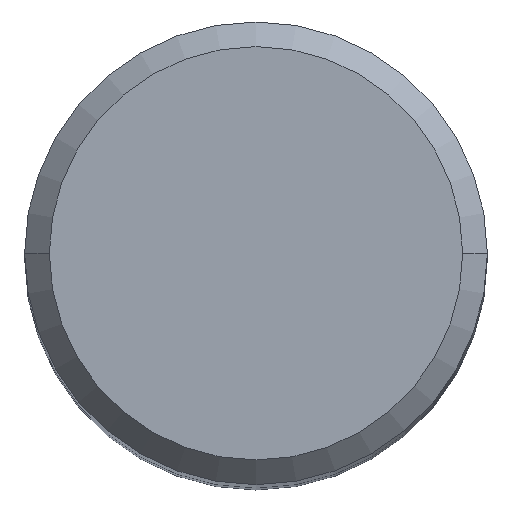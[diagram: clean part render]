
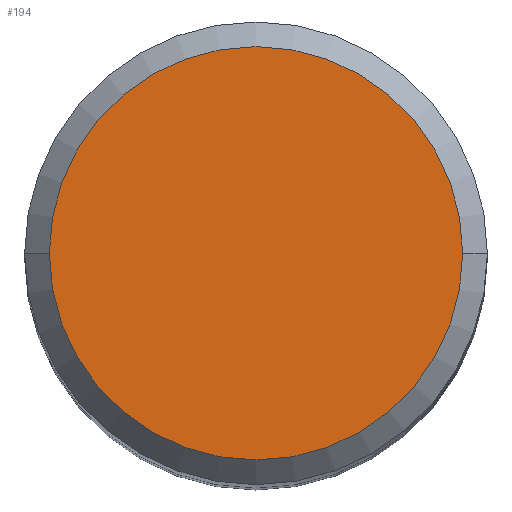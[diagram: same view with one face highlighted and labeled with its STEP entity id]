
A CAD part, top view. The second image highlights one B-rep face of the part: STEP entity #194.
In plain terms, the highlighted planar face has unit normal (0, 0, 1).
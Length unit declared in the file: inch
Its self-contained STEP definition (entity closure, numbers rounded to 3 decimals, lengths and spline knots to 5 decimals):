
#3 = CIRCLE ( 'NONE', #235, 0.1675 ) ;
#40 = DIRECTION ( 'NONE',  ( 1., 0., 0. ) ) ;
#50 = DIRECTION ( 'NONE',  ( 1., 0., 0. ) ) ;
#58 = VERTEX_POINT ( 'NONE', #75 ) ;
#64 = FACE_OUTER_BOUND ( 'NONE', #159, .T. ) ;
#72 = CARTESIAN_POINT ( 'NONE',  ( 0., 0.1675, 0. ) ) ;
#75 = CARTESIAN_POINT ( 'NONE',  ( -0.1675, 0., 0. ) ) ;
#76 = CARTESIAN_POINT ( 'NONE',  ( 0.1675, 0., 0. ) ) ;
#124 = CARTESIAN_POINT ( 'NONE',  ( 0., 0., 0. ) ) ;
#133 = ORIENTED_EDGE ( 'NONE', *, *, #152, .T. ) ;
#152 = EDGE_CURVE ( 'NONE', #429, #58, #470, .T. ) ;
#159 = EDGE_LOOP ( 'NONE', ( #475, #133 ) ) ;
#194 = ADVANCED_FACE ( 'NONE', ( #64 ), #443, .F. ) ;
#214 = DIRECTION ( 'NONE',  ( 0., 0., -1. ) ) ;
#235 = AXIS2_PLACEMENT_3D ( 'NONE', #124, #264, #40 ) ;
#239 = CARTESIAN_POINT ( 'NONE',  ( 0., 0., 0. ) ) ;
#257 = AXIS2_PLACEMENT_3D ( 'NONE', #72, #214, #287 ) ;
#264 = DIRECTION ( 'NONE',  ( 0., 0., 1. ) ) ;
#287 = DIRECTION ( 'NONE',  ( -1., 0., 0. ) ) ;
#349 = EDGE_CURVE ( 'NONE', #58, #429, #3, .T. ) ;
#388 = DIRECTION ( 'NONE',  ( 0., 0., 1. ) ) ;
#421 = AXIS2_PLACEMENT_3D ( 'NONE', #239, #388, #50 ) ;
#429 = VERTEX_POINT ( 'NONE', #76 ) ;
#443 = PLANE ( 'NONE',  #257 ) ;
#470 = CIRCLE ( 'NONE', #421, 0.1675 ) ;
#475 = ORIENTED_EDGE ( 'NONE', *, *, #349, .T. ) ;
